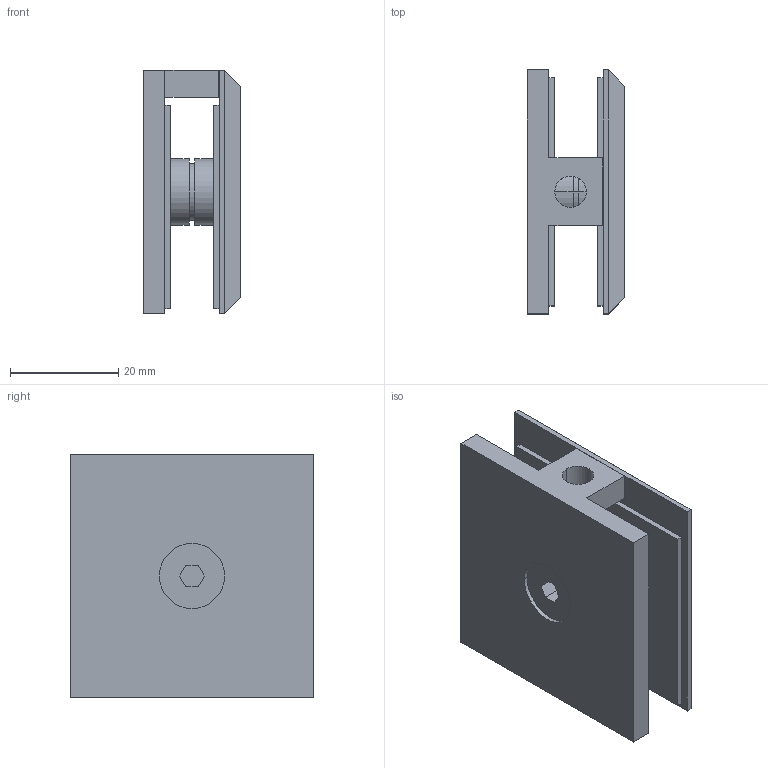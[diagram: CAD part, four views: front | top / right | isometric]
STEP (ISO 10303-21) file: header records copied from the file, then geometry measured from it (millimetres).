
FILE_DESCRIPTION (( 'STEP AP203' ), '1' );
FILE_NAME ('GS-ZN_ZP-901_S.STEP', '2019-04-05T06:22:12', ( '' ), ( '' ), 'SwSTEP 2.0', 'SolidWorks 2018', '' );
FILE_SCHEMA (( 'CONFIG_CONTROL_DESIGN' ));
Length unit declared in the file: millimetre
Products named in the file (5): GS-ZN_ZP-901_S; GS-ZN-ZP-901-S P2; GS-ZN-ZP-901-S; Plastic; M6x12_DIN 7991
Assembly tree (5 placements, depth 2):
  GS-ZN_ZP-901_S
    GS-ZN-ZP-901-S P2
    Plastic  x2
    GS-ZN-ZP-901-S
    M6x12_DIN 7991
Bounding box: 18 x 45 x 45 mm (x, y, z)
Volume: 19858.6 mm3; surface area: 17486.7 mm2
Topology: 5 solids, 5 shells, 103 faces, 245 edges, 157 vertices
Faces by surface type: plane 47, cylinder 43, cone 9, torus 2, bspline 2
Entity records: 5116 total; most frequent: CARTESIAN_POINT 2522, ORIENTED_EDGE 442, DIRECTION 414, EDGE_CURVE 221, AXIS2_PLACEMENT_3D 145, VERTEX_POINT 141, VECTOR 124, LINE 124
